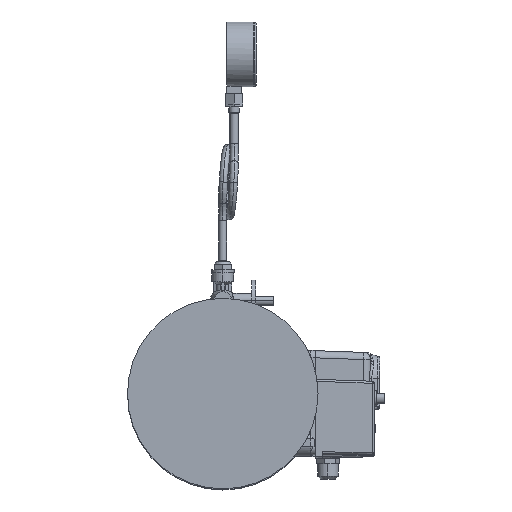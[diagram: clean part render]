
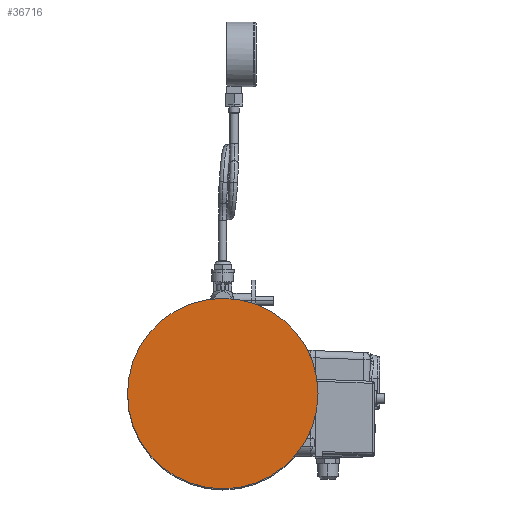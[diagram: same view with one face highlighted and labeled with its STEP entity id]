
A CAD part, top view. The second image highlights one B-rep face of the part: STEP entity #36716.
In plain terms, the highlighted planar face has unit normal (0, 0, 1).
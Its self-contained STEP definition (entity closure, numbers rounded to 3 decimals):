
#5264 = DIRECTION ( 'NONE',  ( 0., 1., 0. ) ) ;
#7135 = DIRECTION ( 'NONE',  ( 0., 0., 1. ) ) ;
#16113 = ORIENTED_EDGE ( 'NONE', *, *, #81169, .T. ) ;
#16959 = CIRCLE ( 'NONE', #38217, 92.5 ) ;
#21223 = ORIENTED_EDGE ( 'NONE', *, *, #58814, .T. ) ;
#22651 = FACE_OUTER_BOUND ( 'NONE', #74019, .T. ) ;
#23158 = CARTESIAN_POINT ( 'NONE',  ( 34.05, 196.5, 650. ) ) ;
#26259 = CIRCLE ( 'NONE', #32843, 92.5 ) ;
#27017 = CARTESIAN_POINT ( 'NONE',  ( -4., 196.5, 650. ) ) ;
#32843 = AXIS2_PLACEMENT_3D ( 'NONE', #27017, #51112, #80860 ) ;
#36716 = ADVANCED_FACE ( 'Defeature completata25_0', ( #22651 ), #53899, .T. ) ;
#38217 = AXIS2_PLACEMENT_3D ( 'NONE', #85007, #7135, #69655 ) ;
#39328 = CARTESIAN_POINT ( 'NONE',  ( -4., 289., 650. ) ) ;
#47550 = VERTEX_POINT ( 'NONE', #39328 ) ;
#50841 = AXIS2_PLACEMENT_3D ( 'NONE', #23158, #75475, #5264 ) ;
#51112 = DIRECTION ( 'NONE',  ( 0., 0., 1. ) ) ;
#53145 = VERTEX_POINT ( 'NONE', #79457 ) ;
#53899 = PLANE ( 'NONE',  #50841 ) ;
#58814 = EDGE_CURVE ( 'Defeature completata25_0+Defeature completata25_1+Defeature completata25_1+Defeature completata25_1', #53145, #47550, #16959, .T. ) ;
#69655 = DIRECTION ( 'NONE',  ( 0., -1., 0. ) ) ;
#74019 = EDGE_LOOP ( 'NONE', ( #21223, #16113 ) ) ;
#75475 = DIRECTION ( 'NONE',  ( 0., 0., 1. ) ) ;
#79457 = CARTESIAN_POINT ( 'NONE',  ( -4., 104., 650. ) ) ;
#80860 = DIRECTION ( 'NONE',  ( 0., -1., 0. ) ) ;
#81169 = EDGE_CURVE ( 'Defeature completata25_0+Defeature completata25_1+Defeature completata25_1+Defeature completata25_1', #47550, #53145, #26259, .T. ) ;
#85007 = CARTESIAN_POINT ( 'NONE',  ( -4., 196.5, 650. ) ) ;
